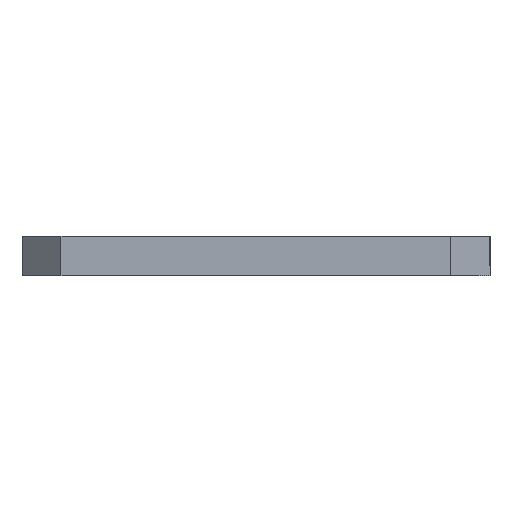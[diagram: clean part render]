
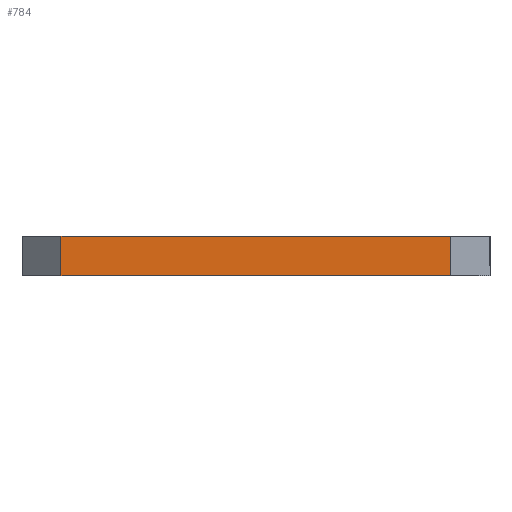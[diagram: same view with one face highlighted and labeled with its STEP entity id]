
A CAD part, front view. The second image highlights one B-rep face of the part: STEP entity #784.
In plain terms, the highlighted planar face has unit normal (0, -1, 0).
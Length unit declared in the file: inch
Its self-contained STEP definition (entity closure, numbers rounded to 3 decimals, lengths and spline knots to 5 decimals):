
#6 = VECTOR ( 'NONE', #446, 39.37008 ) ;
#13 = VECTOR ( 'NONE', #260, 39.37008 ) ;
#51 = FACE_OUTER_BOUND ( 'NONE', #316, .T. ) ;
#78 = DIRECTION ( 'NONE',  ( 0., 0., -1. ) ) ;
#84 = LINE ( 'NONE', #182, #660 ) ;
#92 = LINE ( 'NONE', #771, #13 ) ;
#106 = LINE ( 'NONE', #515, #6 ) ;
#163 = CARTESIAN_POINT ( 'NONE',  ( -0.125, -0.25, 0. ) ) ;
#175 = DIRECTION ( 'NONE',  ( 1., 0., 0. ) ) ;
#181 = CARTESIAN_POINT ( 'NONE',  ( -0.125, -0.25, 0.125 ) ) ;
#182 = CARTESIAN_POINT ( 'NONE',  ( -0.125, -0.25, 0.125 ) ) ;
#195 = EDGE_CURVE ( 'NONE', #279, #319, #405, .T. ) ;
#204 = CARTESIAN_POINT ( 'NONE',  ( -0.25, -0.25, 0.125 ) ) ;
#235 = CARTESIAN_POINT ( 'NONE',  ( 1.125, -0.25, 0.125 ) ) ;
#253 = PLANE ( 'NONE',  #632 ) ;
#260 = DIRECTION ( 'NONE',  ( 0., 0., 1. ) ) ;
#279 = VERTEX_POINT ( 'NONE', #181 ) ;
#288 = CARTESIAN_POINT ( 'NONE',  ( -0.25, -0.25, 0.125 ) ) ;
#316 = EDGE_LOOP ( 'NONE', ( #457, #489, #484, #462 ) ) ;
#319 = VERTEX_POINT ( 'NONE', #235 ) ;
#343 = EDGE_CURVE ( 'NONE', #279, #745, #84, .T. ) ;
#366 = CARTESIAN_POINT ( 'NONE',  ( 1.125, -0.25, 0. ) ) ;
#377 = DIRECTION ( 'NONE',  ( 0., 1., 0. ) ) ;
#405 = LINE ( 'NONE', #288, #408 ) ;
#408 = VECTOR ( 'NONE', #175, 39.37008 ) ;
#446 = DIRECTION ( 'NONE',  ( 1., 0., 0. ) ) ;
#457 = ORIENTED_EDGE ( 'NONE', *, *, #537, .T. ) ;
#462 = ORIENTED_EDGE ( 'NONE', *, *, #343, .T. ) ;
#484 = ORIENTED_EDGE ( 'NONE', *, *, #195, .F. ) ;
#489 = ORIENTED_EDGE ( 'NONE', *, *, #536, .T. ) ;
#515 = CARTESIAN_POINT ( 'NONE',  ( -0.25, -0.25, 0. ) ) ;
#536 = EDGE_CURVE ( 'NONE', #727, #319, #92, .T. ) ;
#537 = EDGE_CURVE ( 'NONE', #745, #727, #106, .T. ) ;
#632 = AXIS2_PLACEMENT_3D ( 'NONE', #204, #377, #816 ) ;
#660 = VECTOR ( 'NONE', #78, 39.37008 ) ;
#727 = VERTEX_POINT ( 'NONE', #366 ) ;
#745 = VERTEX_POINT ( 'NONE', #163 ) ;
#771 = CARTESIAN_POINT ( 'NONE',  ( 1.125, -0.25, 0.125 ) ) ;
#784 = ADVANCED_FACE ( 'NONE', ( #51 ), #253, .F. ) ;
#816 = DIRECTION ( 'NONE',  ( 0., 0., 1. ) ) ;
